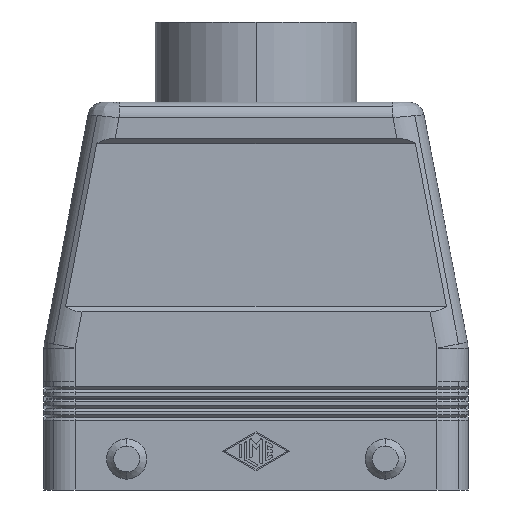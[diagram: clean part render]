
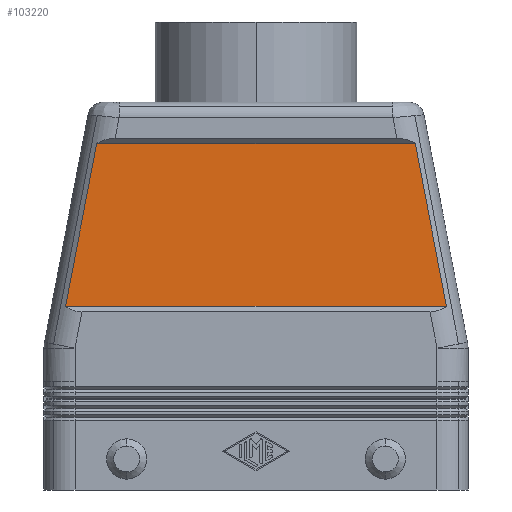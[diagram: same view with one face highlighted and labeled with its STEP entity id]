
A CAD part, front view. The second image highlights one B-rep face of the part: STEP entity #103220.
In plain terms, the highlighted planar face has unit normal (0, -1, 0).
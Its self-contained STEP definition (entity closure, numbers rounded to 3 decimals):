
#37200=CARTESIAN_POINT('',(36.832,-27.,35.5));
#37210=VERTEX_POINT('',#37200);
#37240=CARTESIAN_POINT('',(30.8,-27.,67.));
#37250=DIRECTION('',(0.188,0.,-0.982))
;
#37260=VECTOR('',#37250,32.072);
#37270=LINE('',#37240,#37260);
#37280=CARTESIAN_POINT('',(30.8,-27.,67.));
#37290=VERTEX_POINT('',#37280);
#37300=EDGE_CURVE('',#37290,#37210,#37270,.T.);
#39780=CARTESIAN_POINT('',(-30.8,-27.,67.));
#39790=VERTEX_POINT('',#39780);
#39820=CARTESIAN_POINT('',(-36.832,-27.,35.5));
#39830=DIRECTION('',(0.188,0.,0.982))
;
#39840=VECTOR('',#39830,32.072);
#39850=LINE('',#39820,#39840);
#39860=CARTESIAN_POINT('',(-36.832,-27.,35.5));
#39870=VERTEX_POINT('',#39860);
#39880=EDGE_CURVE('',#39870,#39790,#39850,.T.);
#102890=CARTESIAN_POINT('',(-30.8,-27.,67.));
#102900=DIRECTION('',(1.,0.,0.));
#102910=VECTOR('',#102900,61.6);
#102920=LINE('',#102890,#102910);
#102930=EDGE_CURVE('',#39790,#37290,#102920,.T.);
#103060=CARTESIAN_POINT('',(0.,-27.,35.5));
#103070=DIRECTION('',(0.,1.,0.));
#103080=DIRECTION('',(0.,0.,1.));
#103090=AXIS2_PLACEMENT_3D('',#103060,#103070,#103080);
#103100=PLANE('',#103090);
#103110=ORIENTED_EDGE('',*,*,#102930,.F.);
#103120=ORIENTED_EDGE('',*,*,#37300,.F.);
#103130=CARTESIAN_POINT('',(-36.832,-27.,35.5));
#103140=DIRECTION('',(1.,0.,0.));
#103150=VECTOR('',#103140,73.663);
#103160=LINE('',#103130,#103150);
#103170=EDGE_CURVE('',#39870,#37210,#103160,.T.);
#103180=ORIENTED_EDGE('',*,*,#103170,.T.);
#103190=ORIENTED_EDGE('',*,*,#39880,.F.);
#103200=EDGE_LOOP('',(#103190,#103180,#103120,#103110));
#103210=FACE_OUTER_BOUND('',#103200,.T.);
#103220=ADVANCED_FACE('',(#103210),#103100,.F.);
